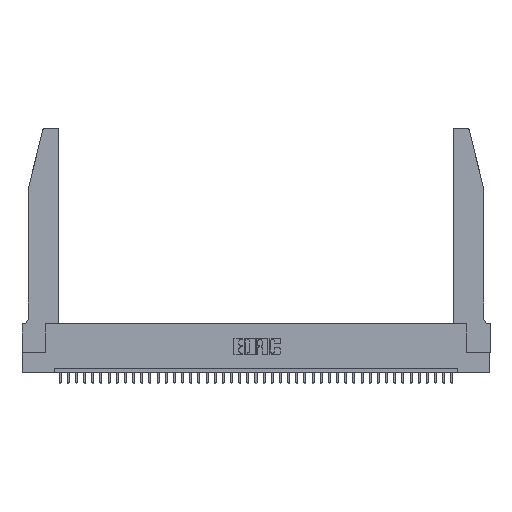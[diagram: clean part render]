
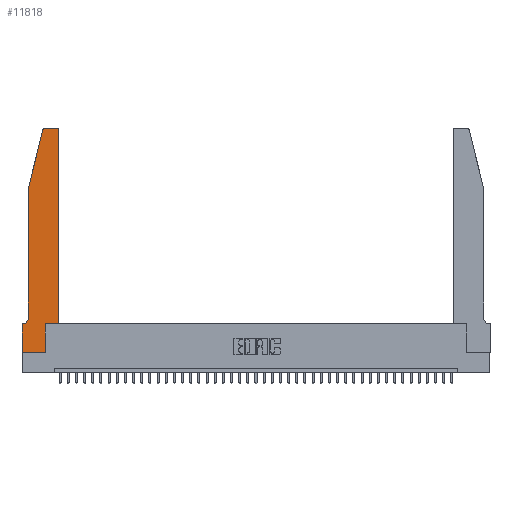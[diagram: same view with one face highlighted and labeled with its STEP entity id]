
A CAD part, top view. The second image highlights one B-rep face of the part: STEP entity #11818.
In plain terms, the highlighted planar face has unit normal (0, 0, 1).
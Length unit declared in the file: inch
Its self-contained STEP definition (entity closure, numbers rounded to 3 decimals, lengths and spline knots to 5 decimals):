
#74 = CARTESIAN_POINT ( 'NONE',  ( 0.0755, 0.35, 0.37 ) ) ;
#282 = CARTESIAN_POINT ( 'NONE',  ( 0.2865, 0.35, 0.37 ) ) ;
#387 = EDGE_CURVE ( 'NONE', #16924, #8538, #9873, .T. ) ;
#781 = ORIENTED_EDGE ( 'NONE', *, *, #3685, .T. ) ;
#1934 = DIRECTION ( 'NONE',  ( 0., 1., 0. ) ) ;
#2130 = VECTOR ( 'NONE', #6864, 39.37008 ) ;
#2378 = EDGE_CURVE ( 'NONE', #28399, #30508, #20824, .T. ) ;
#2694 = ORIENTED_EDGE ( 'NONE', *, *, #387, .T. ) ;
#2850 = EDGE_CURVE ( 'NONE', #4744, #23972, #9449, .T. ) ;
#3489 = VECTOR ( 'NONE', #11859, 39.37008 ) ;
#3685 = EDGE_CURVE ( 'NONE', #6882, #12638, #23689, .T. ) ;
#4276 = CARTESIAN_POINT ( 'NONE',  ( 0.2865, 0., 0.37 ) ) ;
#4644 = CARTESIAN_POINT ( 'NONE',  ( 0., 0., 0.37 ) ) ;
#4744 = VERTEX_POINT ( 'NONE', #8134 ) ;
#5001 = CARTESIAN_POINT ( 'NONE',  ( 0.284, 2.75, 0.37 ) ) ;
#5103 = FACE_OUTER_BOUND ( 'NONE', #35479, .T. ) ;
#5537 = CARTESIAN_POINT ( 'NONE',  ( 0.4505, 0.35, 0.37 ) ) ;
#6864 = DIRECTION ( 'NONE',  ( 1., 0., 0. ) ) ;
#6882 = VERTEX_POINT ( 'NONE', #4644 ) ;
#7553 = CARTESIAN_POINT ( 'NONE',  ( 0.0755, 2., 0.37 ) ) ;
#8134 = CARTESIAN_POINT ( 'NONE',  ( 0.0755, 2., 0.37 ) ) ;
#8538 = VERTEX_POINT ( 'NONE', #39082 ) ;
#8701 = ORIENTED_EDGE ( 'NONE', *, *, #16357, .T. ) ;
#8735 = CARTESIAN_POINT ( 'NONE',  ( 0., 0., 0.37 ) ) ;
#8880 = EDGE_CURVE ( 'NONE', #12638, #30196, #27473, .T. ) ;
#8957 = VECTOR ( 'NONE', #33492, 39.37008 ) ;
#9449 = LINE ( 'NONE', #7553, #16346 ) ;
#9873 = LINE ( 'NONE', #5537, #3489 ) ;
#10149 = CARTESIAN_POINT ( 'NONE',  ( 0.25487, 2.72718, 0.37 ) ) ;
#10296 = ORIENTED_EDGE ( 'NONE', *, *, #2850, .T. ) ;
#10814 = ORIENTED_EDGE ( 'NONE', *, *, #31754, .T. ) ;
#10865 = CARTESIAN_POINT ( 'NONE',  ( 0., 0.35, 0.37 ) ) ;
#11392 = AXIS2_PLACEMENT_3D ( 'NONE', #33850, #15469, #21498 ) ;
#11544 = DIRECTION ( 'NONE',  ( 0., -1., 0. ) ) ;
#11640 = DIRECTION ( 'NONE',  ( 0., 0., 1. ) ) ;
#11796 = LINE ( 'NONE', #29141, #14294 ) ;
#11818 = ADVANCED_FACE ( 'NONE', ( #5103 ), #38811, .T. ) ;
#11859 = DIRECTION ( 'NONE',  ( 0., 1., 0. ) ) ;
#12638 = VERTEX_POINT ( 'NONE', #4276 ) ;
#12931 = EDGE_CURVE ( 'NONE', #17210, #19321, #11796, .T. ) ;
#13716 = CARTESIAN_POINT ( 'NONE',  ( 0., 0., 0.37 ) ) ;
#13752 = CARTESIAN_POINT ( 'NONE',  ( 0.4505, 0.35, 0.37 ) ) ;
#13810 = DIRECTION ( 'NONE',  ( 0., 0., 1. ) ) ;
#14294 = VECTOR ( 'NONE', #19429, 39.37008 ) ;
#14883 = EDGE_CURVE ( 'NONE', #19321, #37070, #28309, .T. ) ;
#15469 = DIRECTION ( 'NONE',  ( 0., 0., 1. ) ) ;
#15748 = DIRECTION ( 'NONE',  ( -1., 0., 0. ) ) ;
#16084 = ORIENTED_EDGE ( 'NONE', *, *, #2378, .T. ) ;
#16346 = VECTOR ( 'NONE', #11544, 39.37008 ) ;
#16357 = EDGE_CURVE ( 'NONE', #30508, #6882, #23341, .T. ) ;
#16924 = VERTEX_POINT ( 'NONE', #13752 ) ;
#17210 = VERTEX_POINT ( 'NONE', #23253 ) ;
#18155 = CARTESIAN_POINT ( 'NONE',  ( 0.2865, 0.35, 0.37 ) ) ;
#18201 = CIRCLE ( 'NONE', #11392, 0.03 ) ;
#18840 = ORIENTED_EDGE ( 'NONE', *, *, #12931, .T. ) ;
#18849 = LINE ( 'NONE', #34765, #2130 ) ;
#18941 = EDGE_CURVE ( 'NONE', #30196, #16924, #18849, .T. ) ;
#19321 = VERTEX_POINT ( 'NONE', #5001 ) ;
#19429 = DIRECTION ( 'NONE',  ( -1., 0., 0. ) ) ;
#19738 = EDGE_CURVE ( 'NONE', #8538, #17210, #18201, .T. ) ;
#20824 = LINE ( 'NONE', #74, #31159 ) ;
#20827 = ORIENTED_EDGE ( 'NONE', *, *, #18941, .T. ) ;
#21129 = VECTOR ( 'NONE', #1934, 39.37008 ) ;
#21498 = DIRECTION ( 'NONE',  ( 1., 0., 0. ) ) ;
#22202 = AXIS2_PLACEMENT_3D ( 'NONE', #22353, #37876, #24984 ) ;
#22353 = CARTESIAN_POINT ( 'NONE',  ( 0.0055, 0.42, 0.37 ) ) ;
#22503 = AXIS2_PLACEMENT_3D ( 'NONE', #23267, #13810, #38669 ) ;
#23253 = CARTESIAN_POINT ( 'NONE',  ( 0.4205, 2.75, 0.37 ) ) ;
#23267 = CARTESIAN_POINT ( 'NONE',  ( 0., 0.35, 0.37 ) ) ;
#23341 = LINE ( 'NONE', #13716, #35106 ) ;
#23552 = ORIENTED_EDGE ( 'NONE', *, *, #19738, .T. ) ;
#23689 = LINE ( 'NONE', #8735, #8957 ) ;
#23972 = VERTEX_POINT ( 'NONE', #30972 ) ;
#24984 = DIRECTION ( 'NONE',  ( -1., 0., 0. ) ) ;
#25046 = CARTESIAN_POINT ( 'NONE',  ( 0.0055, 0.35, 0.37 ) ) ;
#25122 = ORIENTED_EDGE ( 'NONE', *, *, #26877, .T. ) ;
#25986 = ORIENTED_EDGE ( 'NONE', *, *, #8880, .T. ) ;
#26877 = EDGE_CURVE ( 'NONE', #23972, #28399, #30817, .T. ) ;
#26982 = VECTOR ( 'NONE', #37324, 39.37008 ) ;
#27382 = CARTESIAN_POINT ( 'NONE',  ( 0.0755, 2., 0.37 ) ) ;
#27409 = DIRECTION ( 'NONE',  ( 1., 0., 0. ) ) ;
#27473 = LINE ( 'NONE', #18155, #21129 ) ;
#27542 = CARTESIAN_POINT ( 'NONE',  ( 0.284, 2.72, 0.37 ) ) ;
#28303 = ORIENTED_EDGE ( 'NONE', *, *, #14883, .T. ) ;
#28309 = CIRCLE ( 'NONE', #29166, 0.03 ) ;
#28399 = VERTEX_POINT ( 'NONE', #25046 ) ;
#29141 = CARTESIAN_POINT ( 'NONE',  ( 0.2605, 2.75, 0.37 ) ) ;
#29166 = AXIS2_PLACEMENT_3D ( 'NONE', #27542, #11640, #27409 ) ;
#29533 = DIRECTION ( 'NONE',  ( 0., -1., 0. ) ) ;
#30196 = VERTEX_POINT ( 'NONE', #282 ) ;
#30508 = VERTEX_POINT ( 'NONE', #10865 ) ;
#30817 = CIRCLE ( 'NONE', #22202, 0.07 ) ;
#30972 = CARTESIAN_POINT ( 'NONE',  ( 0.0755, 0.42, 0.37 ) ) ;
#31159 = VECTOR ( 'NONE', #15748, 39.37008 ) ;
#31754 = EDGE_CURVE ( 'NONE', #37070, #4744, #40340, .T. ) ;
#33492 = DIRECTION ( 'NONE',  ( 1., 0., 0. ) ) ;
#33850 = CARTESIAN_POINT ( 'NONE',  ( 0.4205, 2.72, 0.37 ) ) ;
#34765 = CARTESIAN_POINT ( 'NONE',  ( 0.4505, 0.35, 0.37 ) ) ;
#35106 = VECTOR ( 'NONE', #29533, 39.37008 ) ;
#35479 = EDGE_LOOP ( 'NONE', ( #18840, #28303, #10814, #10296, #25122, #16084, #8701, #781, #25986, #20827, #2694, #23552 ) ) ;
#37070 = VERTEX_POINT ( 'NONE', #10149 ) ;
#37324 = DIRECTION ( 'NONE',  ( -0.239, -0.971, 0. ) ) ;
#37876 = DIRECTION ( 'NONE',  ( 0., 0., -1. ) ) ;
#38669 = DIRECTION ( 'NONE',  ( 1., 0., 0. ) ) ;
#38811 = PLANE ( 'NONE',  #22503 ) ;
#39082 = CARTESIAN_POINT ( 'NONE',  ( 0.4505, 2.72, 0.37 ) ) ;
#40340 = LINE ( 'NONE', #27382, #26982 ) ;
